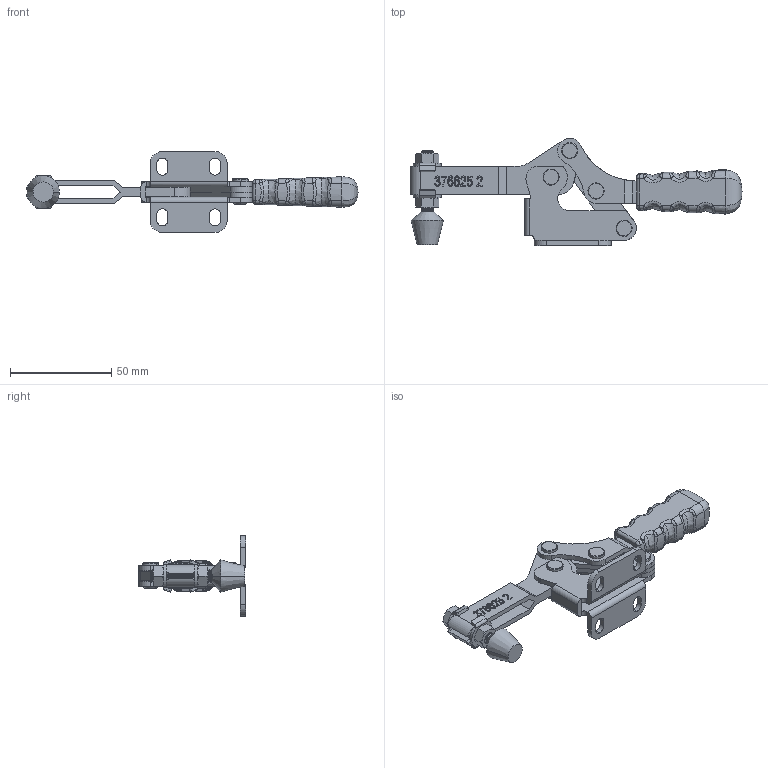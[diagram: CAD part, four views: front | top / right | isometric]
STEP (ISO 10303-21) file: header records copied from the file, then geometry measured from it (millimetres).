
FILE_DESCRIPTION (( 'STEP AP214' ), '1' );
FILE_NAME ('376625 2(HOLEX-21502-B).STEP', '2024-01-04T01:09:39', ( 'D2' ), ( '' ), 'SwSTEP 2.0', 'SolidWorks 2016', '' );
FILE_SCHEMA (( 'AUTOMOTIVE_DESIGN' ));
Length unit declared in the file: millimetre
Products named in the file (11): 376625 2(HOLEX-21502-B); 1A9217U13底座; 1A9217U05LINK; 1A9217U01手把; 6200060; FW_FW-140-AMF; FCMM-holex_FC-064710-AMF; DEFAULT-4; DEFAULT-3; DEFAULT-2; 6800GH-2-11Holex
Assembly tree (17 placements, depth 2):
  376625 2(HOLEX-21502-B)
    6800GH-2-11Holex
    DEFAULT-2  x2
    DEFAULT-3
    DEFAULT-4  x4
    FCMM-holex_FC-064710-AMF
    FW_FW-140-AMF  x2
    6200060  x2
    1A9217U01手把
    1A9217U05LINK  x2
    1A9217U13底座
Bounding box: 163.83 x 52.85 x 40 mm (x, y, z)
Volume: 35923.9 mm3; surface area: 31300.7 mm2
Topology: 18 solids, 18 shells, 760 faces, 1936 edges, 1232 vertices
Faces by surface type: cylinder 258, plane 258, bspline 177, cone 59, torus 8
Entity records: 45437 total; most frequent: CARTESIAN_POINT 30603, ORIENTED_EDGE 3362, DIRECTION 2379, EDGE_CURVE 1681, VERTEX_POINT 1082, VECTOR 795, LINE 795, AXIS2_PLACEMENT_3D 792
